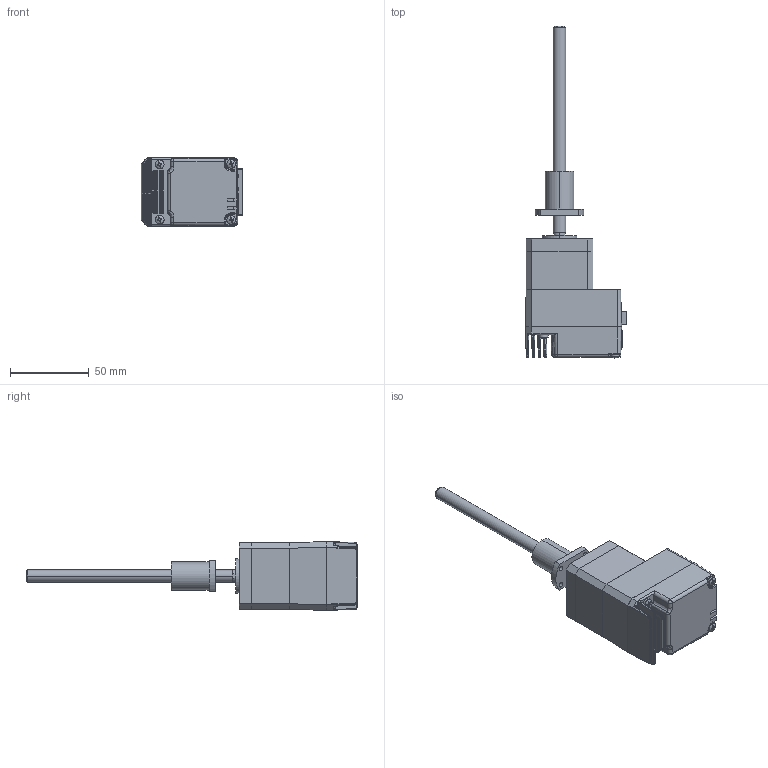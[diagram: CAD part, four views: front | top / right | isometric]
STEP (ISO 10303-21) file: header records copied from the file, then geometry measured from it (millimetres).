
FILE_DESCRIPTION (( 'STEP AP203' ), '1' );
FILE_NAME ('TSM17Q-2RG-B0805-135-FF1-0.STEP', '2021-10-08T05:50:08', ( '' ), ( '' ), 'SwSTEP 2.0', 'SolidWorks 2018', '' );
FILE_SCHEMA (( 'CONFIG_CONTROL_DESIGN' ));
Length unit declared in the file: millimetre
Products named in the file (1): TSM17Q-2RG-B0805-135-FF1-0
Bounding box: 64.11 x 210.37 x 43.53 mm (x, y, z)
Surface area: 35103.8 mm2 (no closed solid volume)
Topology: 0 solids, 25 shells, 417 faces, 1426 edges, 1016 vertices
Faces by surface type: plane 225, cylinder 122, bspline 54, cone 8, sphere 8
Entity records: 17710 total; most frequent: CARTESIAN_POINT 5808, DIRECTION 2331, ORIENTED_EDGE 2252, EDGE_CURVE 1422, VERTEX_POINT 1016, LINE 921, VECTOR 921, AXIS2_PLACEMENT_3D 705
